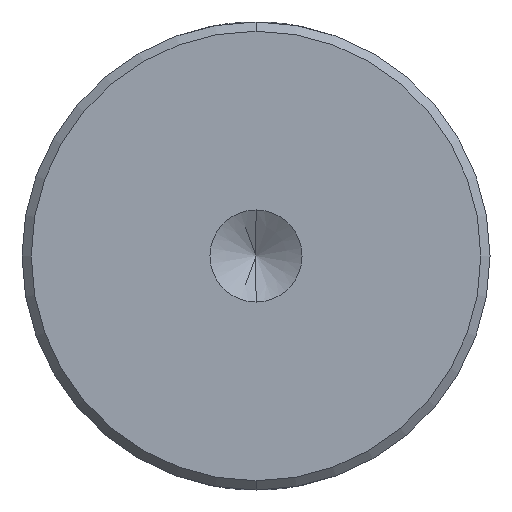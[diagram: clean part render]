
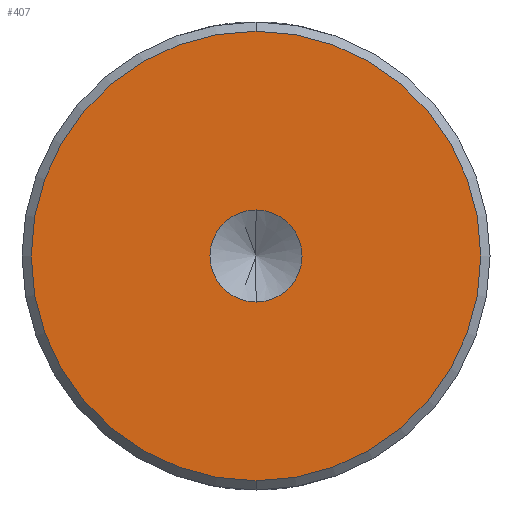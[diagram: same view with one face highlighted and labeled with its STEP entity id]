
A CAD part, front view. The second image highlights one B-rep face of the part: STEP entity #407.
In plain terms, the highlighted planar face has unit normal (0, -1, 0).
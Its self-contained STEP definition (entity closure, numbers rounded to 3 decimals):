
#13 = EDGE_CURVE ( 'NONE', #267, #269, #422, .T. ) ;
#40 = EDGE_CURVE ( 'NONE', #292, #293, #427, .T. ) ;
#72 = AXIS2_PLACEMENT_3D ( 'NONE', #475, #476, #477 ) ;
#90 = AXIS2_PLACEMENT_3D ( 'NONE', #650, #657, #658 ) ;
#105 = AXIS2_PLACEMENT_3D ( 'NONE', #825, #826, #827 ) ;
#114 = FACE_BOUND ( 'NONE', #187, .T. ) ;
#119 = FACE_OUTER_BOUND ( 'NONE', #188, .T. ) ;
#121 = AXIS2_PLACEMENT_3D ( 'NONE', #845, #846, #847 ) ;
#139 = AXIS2_PLACEMENT_3D ( 'NONE', #872, #873, #874 ) ;
#187 = EDGE_LOOP ( 'NONE', ( #265, #335 ) ) ;
#188 = EDGE_LOOP ( 'NONE', ( #264, #301 ) ) ;
#264 = ORIENTED_EDGE ( 'NONE', *, *, #416, .T. ) ;
#265 = ORIENTED_EDGE ( 'NONE', *, *, #401, .F. ) ;
#267 = VERTEX_POINT ( 'NONE', #688 ) ;
#269 = VERTEX_POINT ( 'NONE', #690 ) ;
#292 = VERTEX_POINT ( 'NONE', #713 ) ;
#293 = VERTEX_POINT ( 'NONE', #714 ) ;
#301 = ORIENTED_EDGE ( 'NONE', *, *, #40, .T. ) ;
#335 = ORIENTED_EDGE ( 'NONE', *, *, #13, .F. ) ;
#401 = EDGE_CURVE ( 'NONE', #269, #267, #429, .T. ) ;
#407 = ADVANCED_FACE ( 'NONE', ( #114, #119 ), #844, .T. ) ;
#416 = EDGE_CURVE ( 'NONE', #293, #292, #440, .T. ) ;
#422 = CIRCLE ( 'NONE', #72, 2.5 ) ;
#427 = CIRCLE ( 'NONE', #90, 12.2 ) ;
#429 = CIRCLE ( 'NONE', #105, 2.5 ) ;
#440 = CIRCLE ( 'NONE', #139, 12.2 ) ;
#475 = CARTESIAN_POINT ( 'NONE',  ( 0., 0., 0. ) ) ;
#476 = DIRECTION ( 'NONE',  ( 0., -1., 0. ) ) ;
#477 = DIRECTION ( 'NONE',  ( 0., 0., -1. ) ) ;
#650 = CARTESIAN_POINT ( 'NONE',  ( 0., 0., 0. ) ) ;
#657 = DIRECTION ( 'NONE',  ( 0., -1., 0. ) ) ;
#658 = DIRECTION ( 'NONE',  ( 0., 0., -1. ) ) ;
#688 = CARTESIAN_POINT ( 'NONE',  ( 0., 0., 2.5 ) ) ;
#690 = CARTESIAN_POINT ( 'NONE',  ( 0., 0., -2.5 ) ) ;
#713 = CARTESIAN_POINT ( 'NONE',  ( 0., 0., -12.2 ) ) ;
#714 = CARTESIAN_POINT ( 'NONE',  ( 0., 0., 12.2 ) ) ;
#825 = CARTESIAN_POINT ( 'NONE',  ( 0., 0., 0. ) ) ;
#826 = DIRECTION ( 'NONE',  ( 0., -1., 0. ) ) ;
#827 = DIRECTION ( 'NONE',  ( 0., 0., -1. ) ) ;
#844 = PLANE ( 'NONE',  #121 ) ;
#845 = CARTESIAN_POINT ( 'NONE',  ( 0., 0., 0. ) ) ;
#846 = DIRECTION ( 'NONE',  ( 0., -1., 0. ) ) ;
#847 = DIRECTION ( 'NONE',  ( 0., 0., -1. ) ) ;
#872 = CARTESIAN_POINT ( 'NONE',  ( 0., 0., 0. ) ) ;
#873 = DIRECTION ( 'NONE',  ( 0., -1., 0. ) ) ;
#874 = DIRECTION ( 'NONE',  ( 0., 0., -1. ) ) ;
